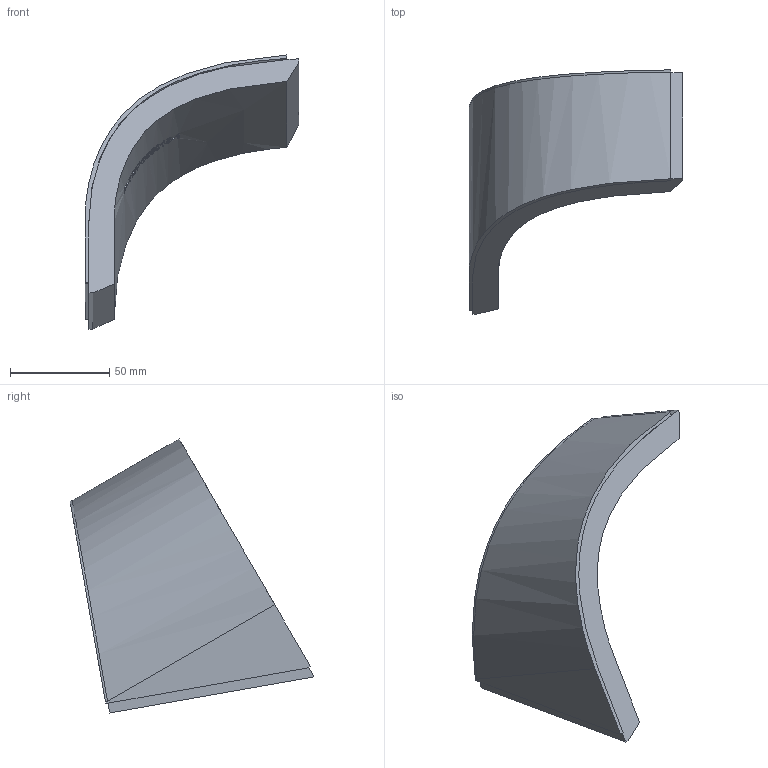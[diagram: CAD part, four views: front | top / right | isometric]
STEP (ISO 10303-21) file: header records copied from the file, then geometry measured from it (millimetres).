
FILE_DESCRIPTION(/* description */ (''),/* implementation_level */ '2;1');
FILE_NAME(/* name */ 'P-TET-000015-1_Enclosure_corner-left.step',/* time_stamp */ '2020-08-31T13:37:25-04:00',/* author */ (''),/* organization */ (''),/* preprocessor_version */ 'ST-DEVELOPER v18.1',/* originating_system */ 'Autodesk Translation Framework v9.3.0.1241',/* authorisation */ '');
FILE_SCHEMA (('AUTOMOTIVE_DESIGN { 1 0 10303 214 3 1 1 }'));
Length unit declared in the file: millimetre
Products named in the file (1): P-TET-000015-0
Bounding box: 107.88 x 122.98 x 138.15 mm (x, y, z)
Volume: 195658.6 mm3; surface area: 35188.8 mm2
Topology: 1 solids, 1 shells, 333 faces, 931 edges, 619 vertices
Faces by surface type: bspline 275, plane 58
Entity records: 17248 total; most frequent: CARTESIAN_POINT 10636, ORIENTED_EDGE 1862, EDGE_CURVE 931, VERTEX_POINT 619, B_SPLINE_CURVE_WITH_KNOTS 592, DIRECTION 457, EDGE_LOOP 352, LINE 339
